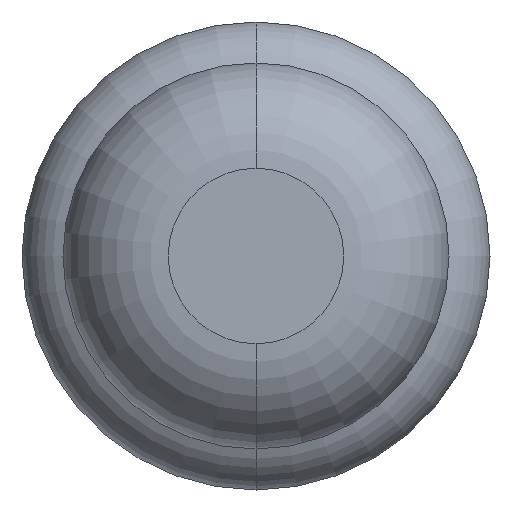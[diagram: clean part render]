
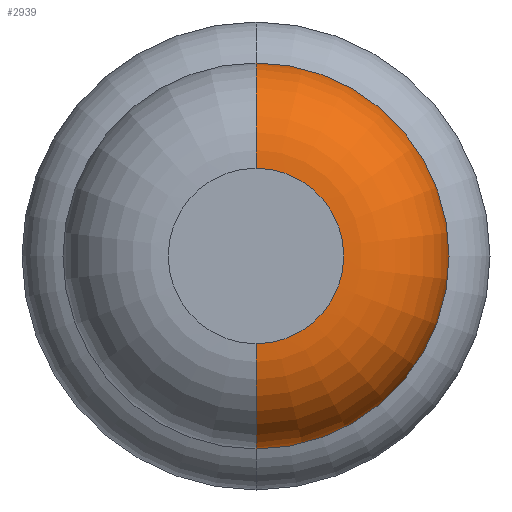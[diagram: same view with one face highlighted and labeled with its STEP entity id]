
A CAD part, front view. The second image highlights one B-rep face of the part: STEP entity #2939.
In plain terms, the highlighted toroidal (fillet/blend) face has major radius 0.375 mm and minor radius 0.45 mm.
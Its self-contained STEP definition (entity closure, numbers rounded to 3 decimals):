
#75 = EDGE_LOOP ( 'NONE', ( #3051, #3842, #3310, #555 ) ) ;
#168 = CARTESIAN_POINT ( 'NONE',  ( 0., -24., 0. ) ) ;
#267 = AXIS2_PLACEMENT_3D ( 'NONE', #3111, #2758, #3444 ) ;
#304 = DIRECTION ( 'NONE',  ( -1., 0., 0. ) ) ;
#507 = AXIS2_PLACEMENT_3D ( 'NONE', #1264, #4183, #2227 ) ;
#555 = ORIENTED_EDGE ( 'NONE', *, *, #1137, .F. ) ;
#630 = EDGE_CURVE ( 'Defeature ausgef�hrt1_3+Defeature ausgef�hrt1_2+Defeature ausgef�hrt1_2+Defeature ausgef�hrt1_2', #3350, #3670, #3606, .T. ) ;
#637 = CARTESIAN_POINT ( 'NONE',  ( 0., -24., -0.375 ) ) ;
#702 = AXIS2_PLACEMENT_3D ( 'NONE', #3402, #840, #1486 ) ;
#840 = DIRECTION ( 'NONE',  ( 1., 0., 0. ) ) ;
#847 = TOROIDAL_SURFACE ( 'NONE', #507, 0.375, 0.45 ) ;
#904 = FACE_OUTER_BOUND ( 'NONE', #75, .T. ) ;
#931 = EDGE_CURVE ( 'Defeature ausgef�hrt1_2+Defeature ausgef�hrt1_1+Defeature ausgef�hrt1_1+Defeature ausgef�hrt1_1', #3675, #1191, #2371, .T. ) ;
#944 = CARTESIAN_POINT ( 'NONE',  ( 0., -23.55, -0.825 ) ) ;
#1137 = EDGE_CURVE ( 'NONE', #3675, #3350, #3434, .T. ) ;
#1191 = VERTEX_POINT ( 'NONE', #637 ) ;
#1259 = AXIS2_PLACEMENT_3D ( 'NONE', #168, #2692, #1735 ) ;
#1264 = CARTESIAN_POINT ( 'NONE',  ( 0., -23.55, 0. ) ) ;
#1486 = DIRECTION ( 'NONE',  ( 0., 0., -1. ) ) ;
#1502 = CIRCLE ( 'NONE', #702, 0.45 ) ;
#1581 = CARTESIAN_POINT ( 'NONE',  ( 0., -24., 0.375 ) ) ;
#1735 = DIRECTION ( 'NONE',  ( 0., 0., 1. ) ) ;
#2115 = AXIS2_PLACEMENT_3D ( 'NONE', #4191, #304, #2245 ) ;
#2227 = DIRECTION ( 'NONE',  ( 0., 0., 1. ) ) ;
#2245 = DIRECTION ( 'NONE',  ( 0., 0., 1. ) ) ;
#2371 = CIRCLE ( 'NONE', #1259, 0.375 ) ;
#2630 = CARTESIAN_POINT ( 'NONE',  ( 0., -23.55, 0.825 ) ) ;
#2692 = DIRECTION ( 'NONE',  ( 0., 1., 0. ) ) ;
#2758 = DIRECTION ( 'NONE',  ( 0., 1., 0. ) ) ;
#2939 = ADVANCED_FACE ( 'Defeature ausgef�hrt1_2', ( #904 ), #847, .T. ) ;
#3051 = ORIENTED_EDGE ( 'NONE', *, *, #931, .T. ) ;
#3111 = CARTESIAN_POINT ( 'NONE',  ( 0., -23.55, 0. ) ) ;
#3310 = ORIENTED_EDGE ( 'NONE', *, *, #630, .F. ) ;
#3350 = VERTEX_POINT ( 'NONE', #2630 ) ;
#3402 = CARTESIAN_POINT ( 'NONE',  ( 0., -23.55, -0.375 ) ) ;
#3405 = EDGE_CURVE ( 'NONE', #1191, #3670, #1502, .T. ) ;
#3434 = CIRCLE ( 'NONE', #2115, 0.45 ) ;
#3444 = DIRECTION ( 'NONE',  ( 0., 0., 1. ) ) ;
#3606 = CIRCLE ( 'NONE', #267, 0.825 ) ;
#3670 = VERTEX_POINT ( 'NONE', #944 ) ;
#3675 = VERTEX_POINT ( 'NONE', #1581 ) ;
#3842 = ORIENTED_EDGE ( 'NONE', *, *, #3405, .T. ) ;
#4183 = DIRECTION ( 'NONE',  ( 0., 1., 0. ) ) ;
#4191 = CARTESIAN_POINT ( 'NONE',  ( 0., -23.55, 0.375 ) ) ;
